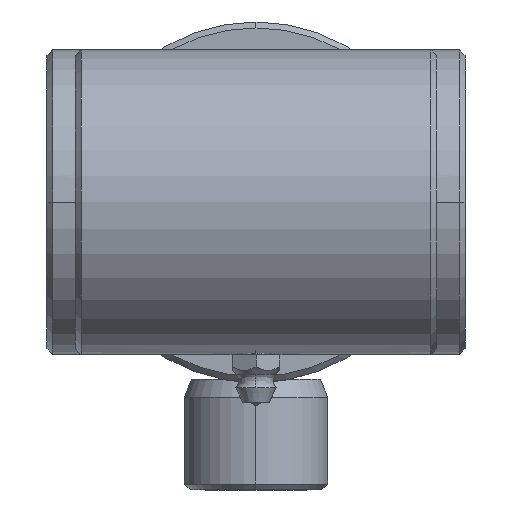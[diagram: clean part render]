
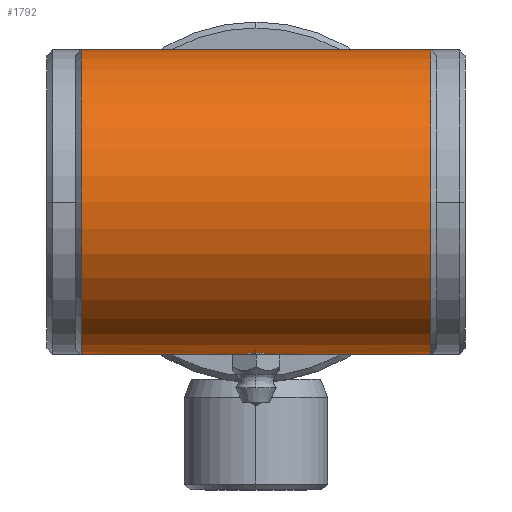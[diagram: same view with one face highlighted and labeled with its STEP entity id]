
A CAD part, left-side view. The second image highlights one B-rep face of the part: STEP entity #1792.
In plain terms, the highlighted cylindrical face has radius 25.5 mm (diameter 51 mm), a partial arc.
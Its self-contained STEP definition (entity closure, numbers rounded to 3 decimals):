
#209 = CARTESIAN_POINT ( 'NONE',  ( -27.734, -0.659, -25.384 ) ) ;
#227 = CARTESIAN_POINT ( 'NONE',  ( -25.3, -2.5, -25.5 ) ) ;
#260 = FACE_OUTER_BOUND ( 'NONE', #2157, .T. ) ;
#284 = CARTESIAN_POINT ( 'NONE',  ( -26.552, -2.17, -25.47 ) ) ;
#300 = CARTESIAN_POINT ( 'NONE',  ( -25.3, 29.25, 25.5 ) ) ;
#305 = CARTESIAN_POINT ( 'NONE',  ( -27.288, 1.525, -25.423 ) ) ;
#371 = VECTOR ( 'NONE', #1784, 1000. ) ;
#412 = CIRCLE ( 'NONE', #947, 25.5 ) ;
#417 = CARTESIAN_POINT ( 'NONE',  ( -25.626, 2.484, -25.498 ) ) ;
#451 = CARTESIAN_POINT ( 'NONE',  ( -25.3, 29.25, -25.5 ) ) ;
#637 = VERTEX_POINT ( 'NONE', #2833 ) ;
#662 = CARTESIAN_POINT ( 'NONE',  ( -27.8, 0., -25.377 ) ) ;
#819 = DIRECTION ( 'NONE',  ( 0., 0., 1. ) ) ;
#867 = CARTESIAN_POINT ( 'NONE',  ( -25.3, -29.25, 25.5 ) ) ;
#905 = VECTOR ( 'NONE', #3441, 1000. ) ;
#947 = AXIS2_PLACEMENT_3D ( 'NONE', #3984, #4782, #4378 ) ;
#978 = AXIS2_PLACEMENT_3D ( 'NONE', #3511, #3129, #819 ) ;
#996 = CARTESIAN_POINT ( 'NONE',  ( -26.952, -1.883, -25.447 ) ) ;
#1039 = CARTESIAN_POINT ( 'NONE',  ( -25.465, -2.5, -25.5 ) ) ;
#1137 = DIRECTION ( 'NONE',  ( 0., 0., 1. ) ) ;
#1383 = VERTEX_POINT ( 'NONE', #1530 ) ;
#1413 = EDGE_CURVE ( 'NONE', #3782, #2527, #412, .T. ) ;
#1433 = CIRCLE ( 'NONE', #978, 25.5 ) ;
#1438 = CARTESIAN_POINT ( 'NONE',  ( -27.47, 1.253, -25.408 ) ) ;
#1442 = VECTOR ( 'NONE', #4534, 1000. ) ;
#1490 = CARTESIAN_POINT ( 'NONE',  ( -27.546, 1.109, -25.401 ) ) ;
#1530 = CARTESIAN_POINT ( 'NONE',  ( -25.3, -29.25, -25.5 ) ) ;
#1574 = CARTESIAN_POINT ( 'NONE',  ( -26.407, 2.247, -25.476 ) ) ;
#1615 = ORIENTED_EDGE ( 'NONE', *, *, #1413, .T. ) ;
#1734 = CARTESIAN_POINT ( 'NONE',  ( -27.8, 0., -25.377 ) ) ;
#1764 = CARTESIAN_POINT ( 'NONE',  ( -27.286, -1.528, -25.423 ) ) ;
#1784 = DIRECTION ( 'NONE',  ( 0., 1., 0. ) ) ;
#1792 = ADVANCED_FACE ( 'NONE', ( #260 ), #2980, .T. ) ;
#1904 = ORIENTED_EDGE ( 'NONE', *, *, #3635, .F. ) ;
#1933 = LINE ( 'NONE', #2658, #905 ) ;
#2146 = EDGE_CURVE ( 'NONE', #3110, #637, #3075, .T. ) ;
#2157 = EDGE_LOOP ( 'NONE', ( #2852, #5055, #4411, #1615, #4668, #2918, #1904 ) ) ;
#2166 = CARTESIAN_POINT ( 'NONE',  ( -26.823, -1.989, -25.455 ) ) ;
#2182 = CARTESIAN_POINT ( 'NONE',  ( -26.408, -2.247, -25.476 ) ) ;
#2275 = CARTESIAN_POINT ( 'NONE',  ( -27.672, 0.806, -25.39 ) ) ;
#2294 = CARTESIAN_POINT ( 'NONE',  ( -25.463, 2.5, -25.5 ) ) ;
#2461 = LINE ( 'NONE', #3760, #1442 ) ;
#2527 = VERTEX_POINT ( 'NONE', #451 ) ;
#2598 = CARTESIAN_POINT ( 'NONE',  ( -27.784, 0.328, -25.379 ) ) ;
#2658 = CARTESIAN_POINT ( 'NONE',  ( -25.3, -30.25, 25.5 ) ) ;
#2679 = CARTESIAN_POINT ( 'NONE',  ( -26.106, 2.372, -25.488 ) ) ;
#2833 = CARTESIAN_POINT ( 'NONE',  ( -25.3, 2.5, -25.5 ) ) ;
#2852 = ORIENTED_EDGE ( 'NONE', *, *, #4091, .F. ) ;
#2918 = ORIENTED_EDGE ( 'NONE', *, *, #2146, .F. ) ;
#2920 = CARTESIAN_POINT ( 'NONE',  ( -26.106, -2.372, -25.488 ) ) ;
#2931 = VERTEX_POINT ( 'NONE', #4331 ) ;
#2980 = CYLINDRICAL_SURFACE ( 'NONE', #3839, 25.5 ) ;
#2984 = CARTESIAN_POINT ( 'NONE',  ( -27.546, -1.109, -25.401 ) ) ;
#3066 = CARTESIAN_POINT ( 'NONE',  ( -25.3, -30.25, 0. ) ) ;
#3075 = B_SPLINE_CURVE_WITH_KNOTS ( 'NONE', 3,
 ( #5016, #3430, #2598, #4642, #2275, #1490, #1438, #305, #4678, #4659, #4725, #3901, #1574, #2679, #3163, #417, #2294, #3145 ),
 .UNSPECIFIED., .F., .F.,
 ( 4, 2, 2, 2, 2, 2, 2, 2, 4 ),
 ( 0., 0., 0.001, 0.001, 0.002, 0.002, 0.003, 0.003, 0.004 ),
 .UNSPECIFIED. ) ;
#3110 = VERTEX_POINT ( 'NONE', #1734 ) ;
#3129 = DIRECTION ( 'NONE',  ( 0., 1., 0. ) ) ;
#3132 = DIRECTION ( 'NONE',  ( 0., 1., 0. ) ) ;
#3145 = CARTESIAN_POINT ( 'NONE',  ( -25.3, 2.5, -25.5 ) ) ;
#3163 = CARTESIAN_POINT ( 'NONE',  ( -25.948, 2.42, -25.492 ) ) ;
#3218 = LINE ( 'NONE', #4542, #371 ) ;
#3315 = CARTESIAN_POINT ( 'NONE',  ( -25.628, -2.484, -25.498 ) ) ;
#3425 = B_SPLINE_CURVE_WITH_KNOTS ( 'NONE', 3,
 ( #227, #1039, #3315, #3787, #2920, #2182, #284, #2166, #996, #3747, #1764, #4210, #2984, #209, #3732, #662 ),
 .UNSPECIFIED., .F., .F.,
 ( 4, 2, 2, 2, 2, 2, 2, 4 ),
 ( 0.012, 0.012, 0.013, 0.013, 0.014, 0.014, 0.015, 0.016 ),
 .UNSPECIFIED. ) ;
#3430 = CARTESIAN_POINT ( 'NONE',  ( -27.8, 0.165, -25.377 ) ) ;
#3441 = DIRECTION ( 'NONE',  ( 0., 1., 0. ) ) ;
#3511 = CARTESIAN_POINT ( 'NONE',  ( -25.3, -29.25, 0. ) ) ;
#3635 = EDGE_CURVE ( 'NONE', #2931, #3110, #3425, .T. ) ;
#3640 = EDGE_CURVE ( 'NONE', #637, #2527, #3218, .T. ) ;
#3675 = EDGE_CURVE ( 'NONE', #4865, #3782, #1933, .T. ) ;
#3732 = CARTESIAN_POINT ( 'NONE',  ( -27.8, -0.33, -25.377 ) ) ;
#3747 = CARTESIAN_POINT ( 'NONE',  ( -27.182, -1.653, -25.431 ) ) ;
#3760 = CARTESIAN_POINT ( 'NONE',  ( -25.3, -30.25, -25.5 ) ) ;
#3782 = VERTEX_POINT ( 'NONE', #300 ) ;
#3787 = CARTESIAN_POINT ( 'NONE',  ( -25.947, -2.42, -25.492 ) ) ;
#3839 = AXIS2_PLACEMENT_3D ( 'NONE', #3066, #3132, #1137 ) ;
#3901 = CARTESIAN_POINT ( 'NONE',  ( -26.553, 2.17, -25.47 ) ) ;
#3984 = CARTESIAN_POINT ( 'NONE',  ( -25.3, 29.25, 0. ) ) ;
#4091 = EDGE_CURVE ( 'NONE', #1383, #2931, #2461, .T. ) ;
#4210 = CARTESIAN_POINT ( 'NONE',  ( -27.469, -1.255, -25.408 ) ) ;
#4331 = CARTESIAN_POINT ( 'NONE',  ( -25.3, -2.5, -25.5 ) ) ;
#4378 = DIRECTION ( 'NONE',  ( 0., 0., 1. ) ) ;
#4411 = ORIENTED_EDGE ( 'NONE', *, *, #3675, .T. ) ;
#4534 = DIRECTION ( 'NONE',  ( 0., 1., 0. ) ) ;
#4542 = CARTESIAN_POINT ( 'NONE',  ( -25.3, -30.25, -25.5 ) ) ;
#4642 = CARTESIAN_POINT ( 'NONE',  ( -27.72, 0.648, -25.385 ) ) ;
#4659 = CARTESIAN_POINT ( 'NONE',  ( -26.952, 1.884, -25.447 ) ) ;
#4668 = ORIENTED_EDGE ( 'NONE', *, *, #3640, .F. ) ;
#4678 = CARTESIAN_POINT ( 'NONE',  ( -27.182, 1.653, -25.431 ) ) ;
#4725 = CARTESIAN_POINT ( 'NONE',  ( -26.826, 1.987, -25.455 ) ) ;
#4762 = EDGE_CURVE ( 'NONE', #1383, #4865, #1433, .T. ) ;
#4782 = DIRECTION ( 'NONE',  ( 0., -1., 0. ) ) ;
#4865 = VERTEX_POINT ( 'NONE', #867 ) ;
#5016 = CARTESIAN_POINT ( 'NONE',  ( -27.8, 0., -25.377 ) ) ;
#5055 = ORIENTED_EDGE ( 'NONE', *, *, #4762, .T. ) ;
